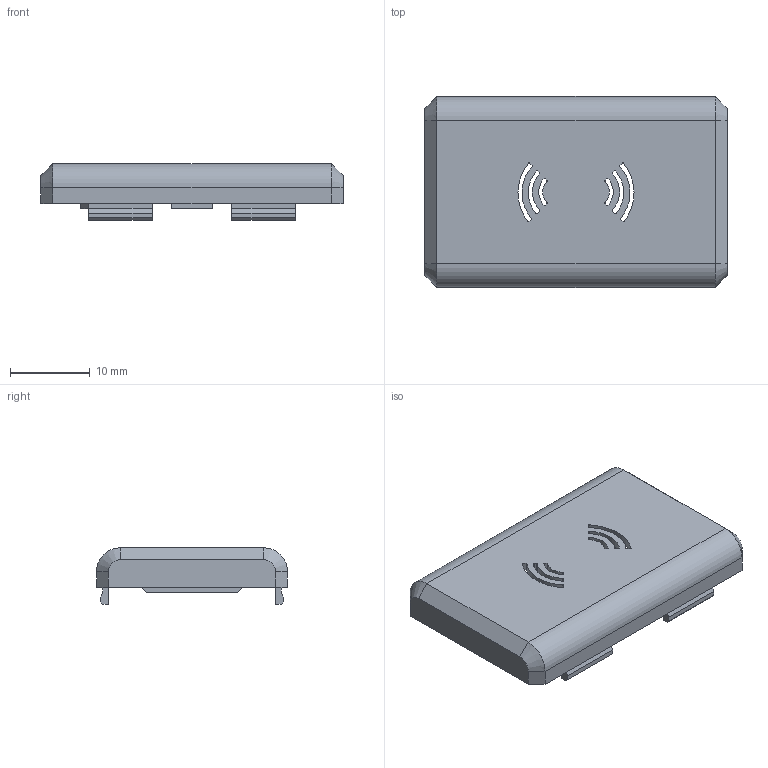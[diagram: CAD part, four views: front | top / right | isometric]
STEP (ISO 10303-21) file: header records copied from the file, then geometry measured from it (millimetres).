
FILE_DESCRIPTION(('CATIA V5 STEP Exchange'),'2;1');
FILE_NAME('Final 3D Print Part 2.stp','2020-12-17T02:45:36+00:00',('none'),('none'),'CATIA Version 5 Release 21 GA (IN-10)','CATIA V5 STEP AP203','none');
FILE_SCHEMA(('CONFIG_CONTROL_DESIGN'));
Length unit declared in the file: millimetre
Products named in the file (1): Part2.2.2
Bounding box: 38 x 24 x 7.1 mm (x, y, z)
Volume: 1465.8 mm3; surface area: 3173.3 mm2
Topology: 1 solids, 1 shells, 165 faces, 460 edges, 300 vertices
Faces by surface type: plane 105, cylinder 48, cone 12
Entity records: 5098 total; most frequent: CARTESIAN_POINT 984, ORIENTED_EDGE 920, DIRECTION 700, EDGE_CURVE 460, VECTOR 344, LINE 344, VERTEX_POINT 300, AXIS2_PLACEMENT_3D 232
